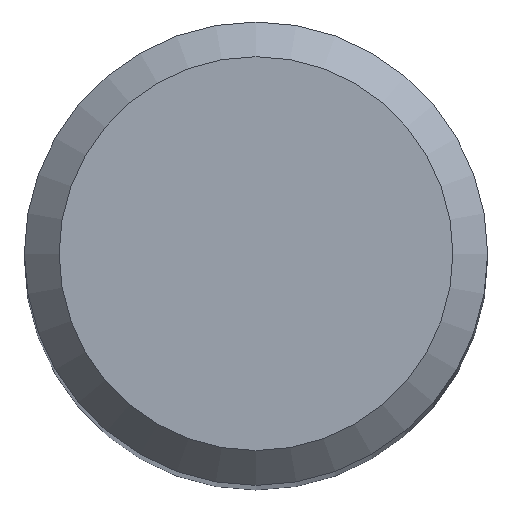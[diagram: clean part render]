
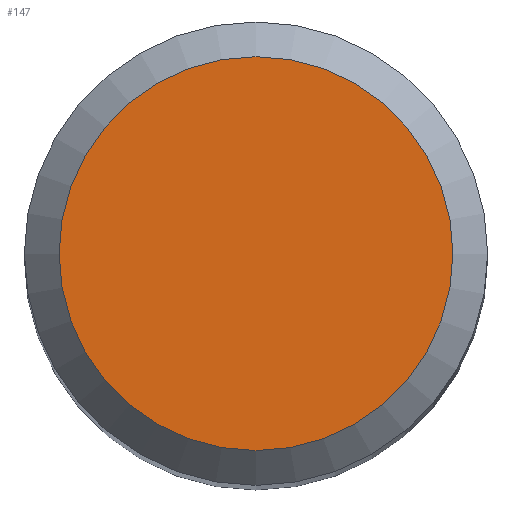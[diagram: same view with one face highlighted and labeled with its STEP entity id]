
A CAD part, top view. The second image highlights one B-rep face of the part: STEP entity #147.
In plain terms, the highlighted planar face has unit normal (0, 0, 1).
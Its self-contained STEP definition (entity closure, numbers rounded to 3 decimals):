
#9 = DIRECTION ( 'NONE',  ( 0., 0., -1. ) ) ;
#37 = VERTEX_POINT ( 'NONE', #72 ) ;
#45 = CIRCLE ( 'NONE', #160, 3.4 ) ;
#72 = CARTESIAN_POINT ( 'NONE',  ( 0., 3.4, 80. ) ) ;
#88 = CARTESIAN_POINT ( 'NONE',  ( 0., 0., 80. ) ) ;
#122 = EDGE_LOOP ( 'NONE', ( #124 ) ) ;
#124 = ORIENTED_EDGE ( 'NONE', *, *, #161, .F. ) ;
#140 = DIRECTION ( 'NONE',  ( 0., 0., -1. ) ) ;
#145 = AXIS2_PLACEMENT_3D ( 'NONE', #88, #9, #214 ) ;
#147 = ADVANCED_FACE ( 'NONE', ( #171 ), #153, .F. ) ;
#152 = DIRECTION ( 'NONE',  ( 0., 1., 0. ) ) ;
#153 = PLANE ( 'NONE',  #145 ) ;
#160 = AXIS2_PLACEMENT_3D ( 'NONE', #213, #140, #152 ) ;
#161 = EDGE_CURVE ( 'NONE', #37, #37, #45, .T. ) ;
#171 = FACE_OUTER_BOUND ( 'NONE', #122, .T. ) ;
#213 = CARTESIAN_POINT ( 'NONE',  ( 0., 0., 80. ) ) ;
#214 = DIRECTION ( 'NONE',  ( 0., 1., 0. ) ) ;
